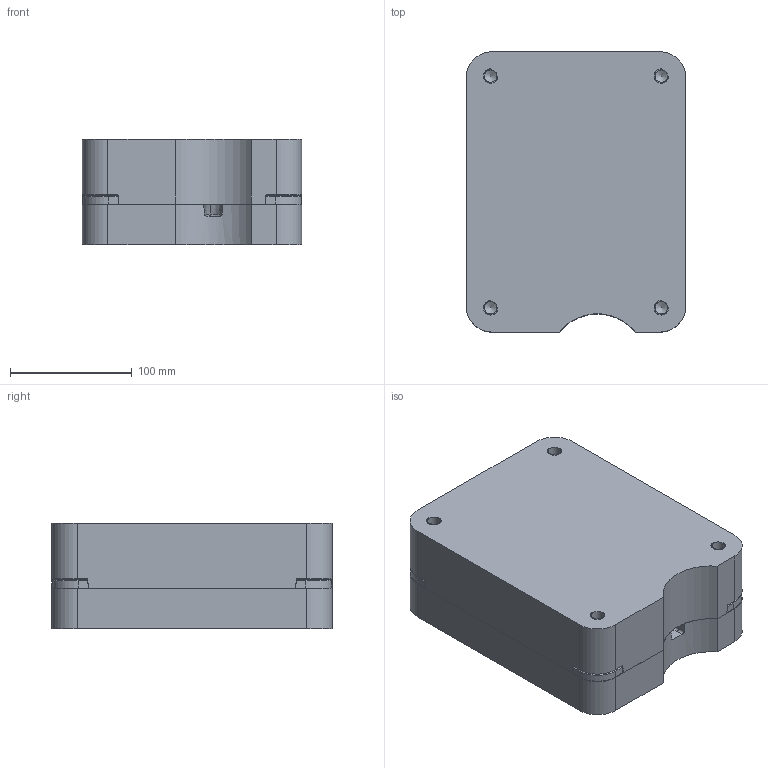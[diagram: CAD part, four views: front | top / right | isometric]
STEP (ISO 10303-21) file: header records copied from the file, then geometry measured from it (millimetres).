
FILE_DESCRIPTION(/* description */ (''),/* implementation_level */ '2;1');
FILE_NAME(/* name */ '9aLF-F1000ST-Q1K-P-02A 散热件.stp',/* time_stamp */ '2019-03-29T12:47:37+08:00',/* author */ (''),/* organization */ (''),/* preprocessor_version */ 'ST-DEVELOPER v16',/* originating_system */ 'SIEMENS PLM Software NX 11.0',/* authorisation */ '');
FILE_SCHEMA (('AUTOMOTIVE_DESIGN { 1 0 10303 214 3 1 1 1 }'));
Length unit declared in the file: millimetre
Products named in the file (1): Admi5164878032yq
Bounding box: 180 x 230 x 86.2 mm (x, y, z)
Volume: 3422954.8 mm3; surface area: 275527.7 mm2
Topology: 3 solids, 3 shells, 759 faces, 2010 edges, 1261 vertices
Faces by surface type: plane 285, cylinder 157, bspline 136, cone 109, torus 72
Full cylindrical faces by diameter (mm): 1.9 x3, 5 x9, 6 x6, 7 x1, 10.2 x8, 51.979 x2
Entity records: 28197 total; most frequent: CARTESIAN_POINT 10066, ORIENTED_EDGE 3790, DIRECTION 3541, EDGE_CURVE 1895, AXIS2_PLACEMENT_3D 1402, VERTEX_POINT 1227, EDGE_LOOP 888, ADVANCED_FACE 758
